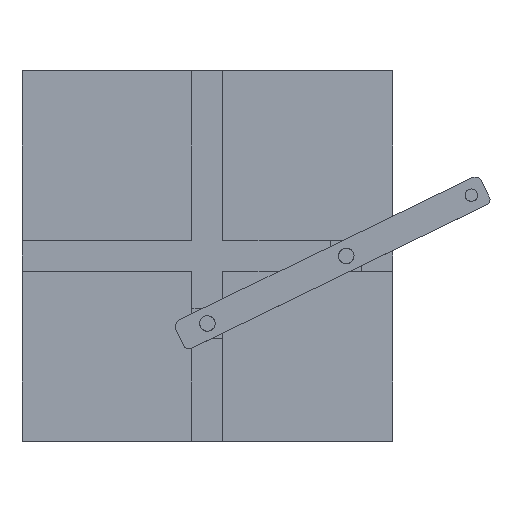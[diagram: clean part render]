
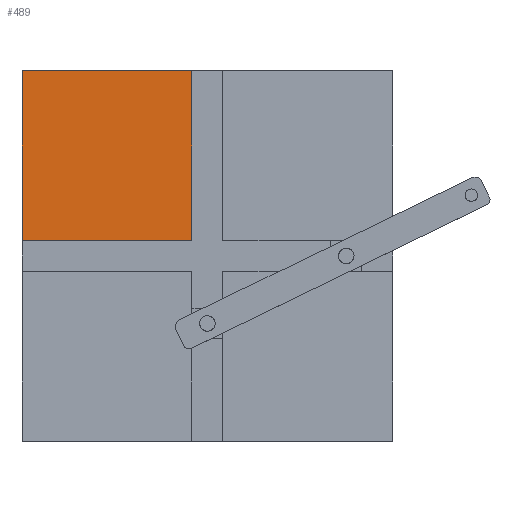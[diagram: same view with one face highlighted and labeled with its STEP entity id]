
A CAD part, top view. The second image highlights one B-rep face of the part: STEP entity #489.
In plain terms, the highlighted free-form (B-spline) face has degree [1, 1] with [2, 2] control points.
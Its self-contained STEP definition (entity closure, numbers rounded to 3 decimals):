
#88 = VERTEX_POINT('',#89);
#89 = CARTESIAN_POINT('',(-142.641,11.887,
    35.66));
#94 = EDGE_CURVE('',#88,#95,#97,.T.);
#95 = VERTEX_POINT('',#96);
#96 = CARTESIAN_POINT('',(-142.641,142.641,
    35.66));
#97 = B_SPLINE_CURVE_WITH_KNOTS('',1,(#98,#99),.UNSPECIFIED.,.F.,.F.,(2,
    2),(-90.,20.),.PIECEWISE_BEZIER_KNOTS.);
#98 = CARTESIAN_POINT('',(-142.641,11.887,
    35.66));
#99 = CARTESIAN_POINT('',(-142.641,142.641,
    35.66));
#142 = VERTEX_POINT('',#143);
#143 = CARTESIAN_POINT('',(-11.887,142.641,
    35.66));
#184 = EDGE_CURVE('',#142,#95,#185,.T.);
#185 = B_SPLINE_CURVE_WITH_KNOTS('',1,(#186,#187),.UNSPECIFIED.,.F.,.F.,
  (2,2),(-90.,20.),.PIECEWISE_BEZIER_KNOTS.);
#186 = CARTESIAN_POINT('',(-11.887,142.641,
    35.66));
#187 = CARTESIAN_POINT('',(-142.641,142.641,
    35.66));
#293 = EDGE_CURVE('',#294,#142,#296,.T.);
#294 = VERTEX_POINT('',#295);
#295 = CARTESIAN_POINT('',(-11.887,11.887,
    35.66));
#296 = B_SPLINE_CURVE_WITH_KNOTS('',1,(#297,#298),.UNSPECIFIED.,.F.,.F.,
  (2,2),(-90.,20.),.PIECEWISE_BEZIER_KNOTS.);
#297 = CARTESIAN_POINT('',(-11.887,11.887,
    35.66));
#298 = CARTESIAN_POINT('',(-11.887,142.641,
    35.66));
#321 = EDGE_CURVE('',#88,#294,#322,.T.);
#322 = B_SPLINE_CURVE_WITH_KNOTS('',1,(#323,#324),.UNSPECIFIED.,.F.,.F.,
  (2,2),(-70.,40.),.PIECEWISE_BEZIER_KNOTS.);
#323 = CARTESIAN_POINT('',(-142.641,11.887,
    35.66));
#324 = CARTESIAN_POINT('',(-11.887,11.887,
    35.66));
#489 = ADVANCED_FACE('',(#490),#496,.T.);
#490 = FACE_BOUND('',#491,.T.);
#491 = EDGE_LOOP('',(#492,#493,#494,#495));
#492 = ORIENTED_EDGE('',*,*,#321,.T.);
#493 = ORIENTED_EDGE('',*,*,#293,.T.);
#494 = ORIENTED_EDGE('',*,*,#184,.T.);
#495 = ORIENTED_EDGE('',*,*,#94,.F.);
#496 = B_SPLINE_SURFACE_WITH_KNOTS('',1,1,(
    (#497,#498)
    ,(#499,#500
    )),.UNSPECIFIED.,.F.,.F.,.F.,(2,2),(2,2),(-120.,-10.),(10.,120.),
  .PIECEWISE_BEZIER_KNOTS.);
#497 = CARTESIAN_POINT('',(-142.641,11.887,
    35.66));
#498 = CARTESIAN_POINT('',(-142.641,142.641,
    35.66));
#499 = CARTESIAN_POINT('',(-11.887,11.887,
    35.66));
#500 = CARTESIAN_POINT('',(-11.887,142.641,
    35.66));
